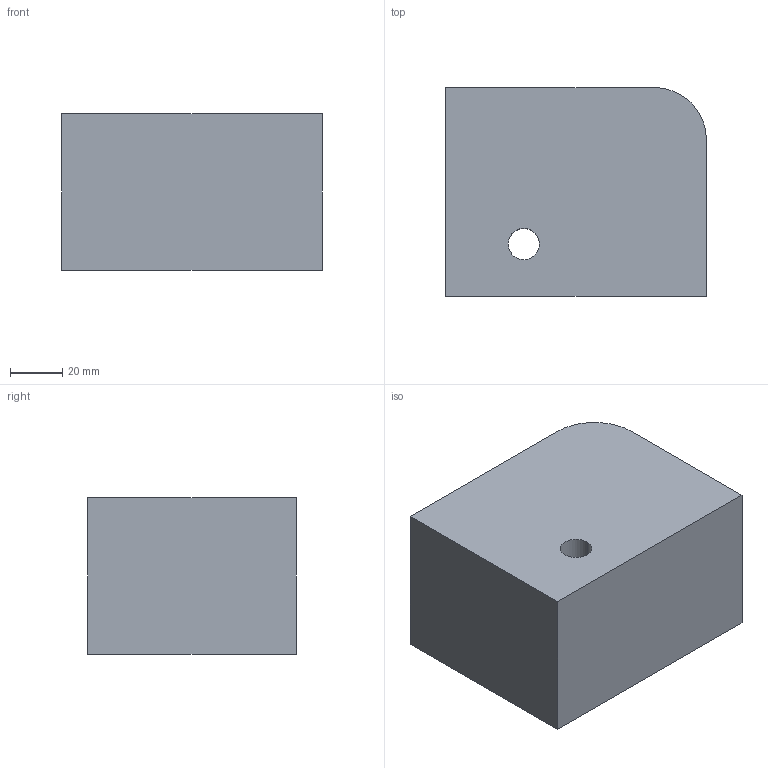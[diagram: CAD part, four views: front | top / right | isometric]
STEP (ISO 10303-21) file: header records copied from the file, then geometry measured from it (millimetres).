
FILE_DESCRIPTION((''),'2;1');
FILE_NAME('100X80X60R20','2022-07-04T',('HP'),(''),'PRO/ENGINEER BY PARAMETRIC TECHNOLOGY CORPORATION, 2011490','PRO/ENGINEER BY PARAMETRIC TECHNOLOGY CORPORATION, 2011490','');
FILE_SCHEMA(('CONFIG_CONTROL_DESIGN'));
Length unit declared in the file: millimetre
Products named in the file (1): 100X80X60R20
Bounding box: 100 x 80 x 60 mm (x, y, z)
Volume: 468063.7 mm3; surface area: 38949 mm2
Topology: 1 solids, 1 shells, 9 faces, 21 edges, 14 vertices
Faces by surface type: plane 6, cylinder 3
Entity records: 417 total; most frequent: COLOUR_RGB 106, DIRECTION 45, CARTESIAN_POINT 44, ORIENTED_EDGE 42, EDGE_CURVE 21, AXIS2_PLACEMENT_3D 15, VECTOR 15, LINE 15
